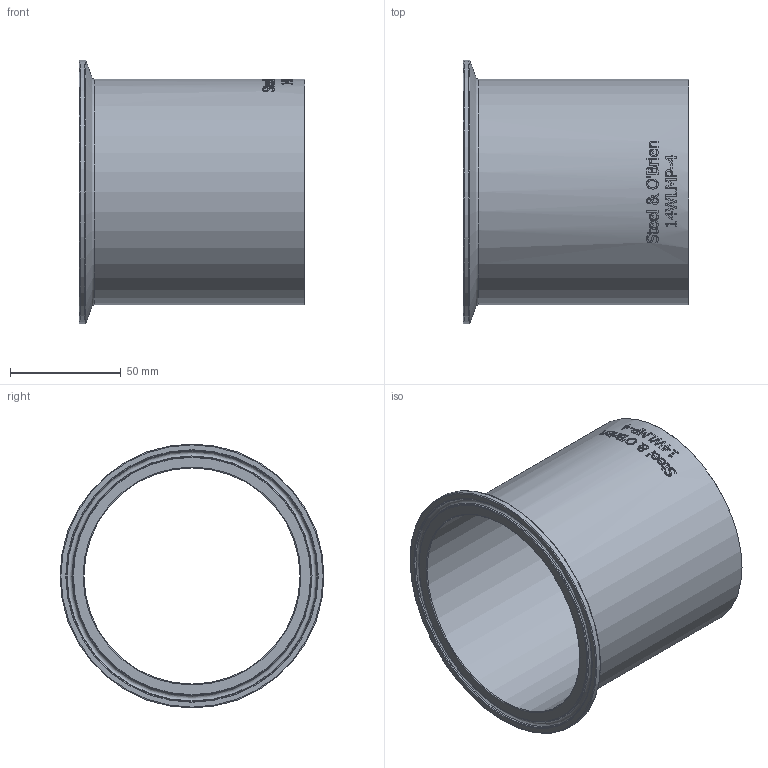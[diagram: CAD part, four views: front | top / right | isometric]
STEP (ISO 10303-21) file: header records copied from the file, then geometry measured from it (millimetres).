
FILE_DESCRIPTION(/* description */ (''),/* implementation_level */ '2;1');
FILE_NAME(/* name */ '14WLMP-4.stp',/* time_stamp */ '2019-01-23T16:05:23-05:00',/* author */ ('rick'),/* organization */ (''),/* preprocessor_version */ 'ST-DEVELOPER v15.2',/* originating_system */ 'Autodesk Inventor 2014',/* authorisation */ '');
FILE_SCHEMA (('AUTOMOTIVE_DESIGN { 1 0 10303 214 3 1 1 }'));
Length unit declared in the file: inch
Products named in the file (1): 14WLMP-4
Bounding box: 101.6 x 118.92 x 118.92 mm (x, y, z)
Volume: 78922.7 mm3; surface area: 70548.5 mm2
Topology: 1 solids, 1 shells, 341 faces, 903 edges, 598 vertices
Faces by surface type: plane 165, bspline 128, cylinder 36, torus 9, cone 3
Full cylindrical faces by diameter (mm): 97.384 x1, 101.6 x1, 118.923 x1
Entity records: 12774 total; most frequent: CARTESIAN_POINT 4979, ORIENTED_EDGE 1776, DIRECTION 1274, EDGE_CURVE 888, VERTEX_POINT 598, AXIS2_PLACEMENT_3D 428, LINE 418, VECTOR 418
